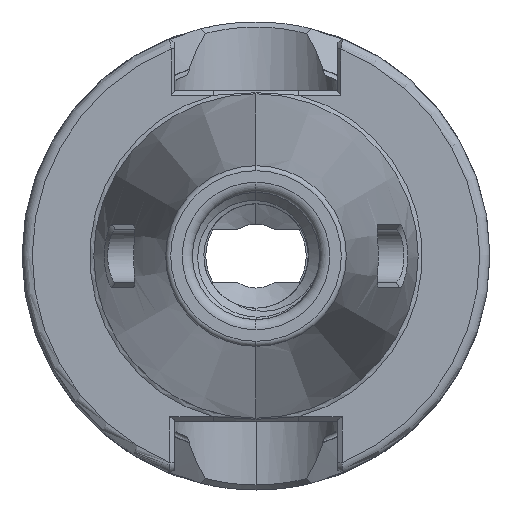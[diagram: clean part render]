
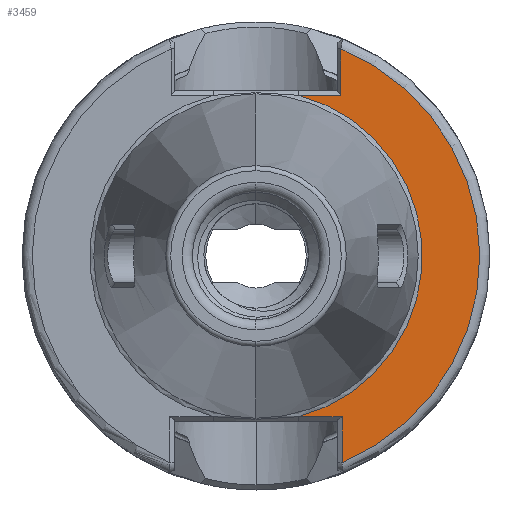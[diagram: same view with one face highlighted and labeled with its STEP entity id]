
A CAD part, left-side view. The second image highlights one B-rep face of the part: STEP entity #3459.
In plain terms, the highlighted planar face has unit normal (-1, 0, 0).
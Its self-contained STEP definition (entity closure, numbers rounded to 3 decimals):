
#1274 = CARTESIAN_POINT ( 'NONE',  ( 0., 0., 0. ) ) ;
#1275 = LINE ( 'NONE', #1276, #7919 ) ;
#1276 = CARTESIAN_POINT ( 'NONE',  ( 0., -8.461, -20.474 ) ) ;
#1277 = DIRECTION ( 'NONE',  ( 0., 0., -1. ) ) ;
#1278 = LINE ( 'NONE', #1279, #7921 ) ;
#1279 = CARTESIAN_POINT ( 'NONE',  ( 0., 1.251, -15.8 ) ) ;
#1280 = DIRECTION ( 'NONE',  ( 0., -1., 0. ) ) ;
#1281 = DIRECTION ( 'NONE',  ( 1., 0., 0. ) ) ;
#1282 = DIRECTION ( 'NONE',  ( 0., 0., -1. ) ) ;
#1284 = LINE ( 'NONE', #1285, #7922 ) ;
#1285 = CARTESIAN_POINT ( 'NONE',  ( 0., -8.347, 0. ) ) ;
#1286 = DIRECTION ( 'NONE',  ( 0., 0., -1. ) ) ;
#1287 = LINE ( 'NONE', #1288, #7924 ) ;
#1288 = CARTESIAN_POINT ( 'NONE',  ( 0., 16.348, 15.8 ) ) ;
#1289 = DIRECTION ( 'NONE',  ( 0., 1., 0. ) ) ;
#1684 = CARTESIAN_POINT ( 'NONE',  ( 0., -4.197, 15.8 ) ) ;
#1689 = CARTESIAN_POINT ( 'NONE',  ( 0., -4.197, -15.8 ) ) ;
#1767 = CARTESIAN_POINT ( 'NONE',  ( 0., -8.461, -15.8 ) ) ;
#1768 = CARTESIAN_POINT ( 'NONE',  ( 0., -8.461, -20.308 ) ) ;
#1769 = CARTESIAN_POINT ( 'NONE',  ( 0., -8.347, 20.355 ) ) ;
#1770 = CARTESIAN_POINT ( 'NONE',  ( 0., -8.347, 15.8 ) ) ;
#3459 = ADVANCED_FACE ( 'NONE', ( #5930 ), #3965, .T. ) ;
#3719 = EDGE_CURVE ( 'NONE', #7099, #7104, #8628, .T. ) ;
#3965 = PLANE ( 'NONE',  #5934 ) ;
#3969 = CARTESIAN_POINT ( 'NONE',  ( 0., 16.348, 0. ) ) ;
#3970 = DIRECTION ( 'NONE',  ( -1., 0., 0. ) ) ;
#3971 = DIRECTION ( 'NONE',  ( 0., 0., 1. ) ) ;
#5711 = EDGE_CURVE ( 'NONE', #7182, #7183, #1275, .T. ) ;
#5712 = EDGE_CURVE ( 'NONE', #7104, #7182, #1278, .T. ) ;
#5713 = EDGE_CURVE ( 'NONE', #7184, #7183, #8592, .T. ) ;
#5714 = EDGE_CURVE ( 'NONE', #7184, #7185, #1284, .T. ) ;
#5715 = EDGE_CURVE ( 'NONE', #7185, #7099, #1287, .T. ) ;
#5930 = FACE_OUTER_BOUND ( 'NONE', #6402, .T. ) ;
#5934 = AXIS2_PLACEMENT_3D ( 'NONE', #3969, #3970, #3971 ) ;
#6402 = EDGE_LOOP ( 'NONE', ( #6795, #6793, #6794, #6792, #6791, #6790 ) ) ;
#6790 = ORIENTED_EDGE ( 'NONE', *, *, #3719, .T. ) ;
#6791 = ORIENTED_EDGE ( 'NONE', *, *, #5715, .T. ) ;
#6792 = ORIENTED_EDGE ( 'NONE', *, *, #5714, .T. ) ;
#6793 = ORIENTED_EDGE ( 'NONE', *, *, #5711, .T. ) ;
#6794 = ORIENTED_EDGE ( 'NONE', *, *, #5713, .F. ) ;
#6795 = ORIENTED_EDGE ( 'NONE', *, *, #5712, .T. ) ;
#7099 = VERTEX_POINT ( 'NONE', #1684 ) ;
#7104 = VERTEX_POINT ( 'NONE', #1689 ) ;
#7182 = VERTEX_POINT ( 'NONE', #1767 ) ;
#7183 = VERTEX_POINT ( 'NONE', #1768 ) ;
#7184 = VERTEX_POINT ( 'NONE', #1769 ) ;
#7185 = VERTEX_POINT ( 'NONE', #1770 ) ;
#7365 = CARTESIAN_POINT ( 'NONE',  ( 0., 0., 0. ) ) ;
#7366 = DIRECTION ( 'NONE',  ( 1., 0., 0. ) ) ;
#7367 = DIRECTION ( 'NONE',  ( 0., 0., -1. ) ) ;
#7914 = AXIS2_PLACEMENT_3D ( 'NONE', #1274, #1281, #1282 ) ;
#7919 = VECTOR ( 'NONE', #1277, 1000. ) ;
#7921 = VECTOR ( 'NONE', #1280, 1000. ) ;
#7922 = VECTOR ( 'NONE', #1286, 1000. ) ;
#7924 = VECTOR ( 'NONE', #1289, 1000. ) ;
#8592 = CIRCLE ( 'NONE', #7914, 22. ) ;
#8628 = CIRCLE ( 'NONE', #9028, 16.348 ) ;
#9028 = AXIS2_PLACEMENT_3D ( 'NONE', #7365, #7366, #7367 ) ;
